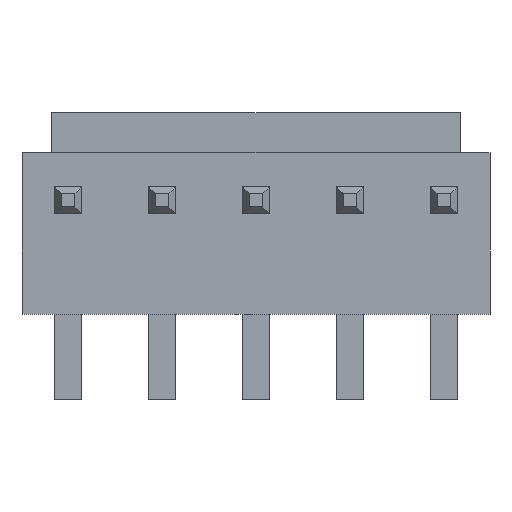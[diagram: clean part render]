
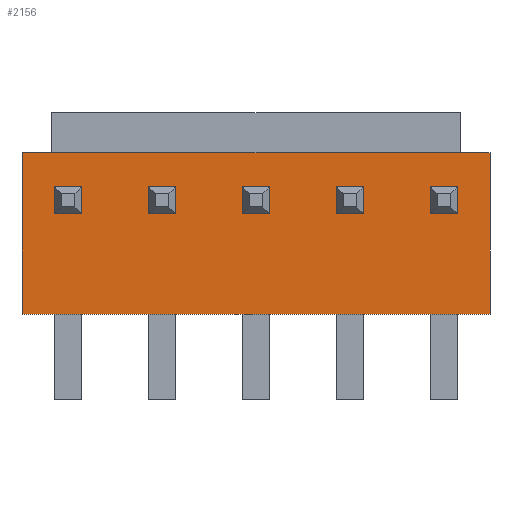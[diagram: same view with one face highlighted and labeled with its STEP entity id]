
A CAD part, front view. The second image highlights one B-rep face of the part: STEP entity #2156.
In plain terms, the highlighted planar face has unit normal (0, -1, 0).
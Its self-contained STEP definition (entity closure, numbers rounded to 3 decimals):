
#18=CARTESIAN_POINT('',(-8.49,-7.2,5.37));
#19=VERTEX_POINT('',#18);
#34=CARTESIAN_POINT('',(-7.35,-7.2,5.37));
#35=VERTEX_POINT('',#34);
#42=CARTESIAN_POINT('',(-7.92,-7.2,5.37));
#43=DIRECTION('',(-1.0,0.0,0.));
#44=VECTOR('',#43,1.0);
#45=LINE('',#42,#44);
#46=EDGE_CURVE('n� 2912',#35,#19,#45,.T.);
#58=CARTESIAN_POINT('',(-4.53,-7.2,5.37));
#59=VERTEX_POINT('',#58);
#74=CARTESIAN_POINT('',(-3.39,-7.2,5.37));
#75=VERTEX_POINT('',#74);
#82=CARTESIAN_POINT('',(-3.96,-7.2,5.37));
#83=DIRECTION('',(-1.0,0.0,0.));
#84=VECTOR('',#83,1.0);
#85=LINE('',#82,#84);
#86=EDGE_CURVE('n� 2891',#75,#59,#85,.T.);
#98=CARTESIAN_POINT('',(-0.57,-7.2,5.37));
#99=VERTEX_POINT('',#98);
#114=CARTESIAN_POINT('',(0.57,-7.2,5.37));
#115=VERTEX_POINT('',#114);
#122=CARTESIAN_POINT('',(0.0,-7.2,5.37));
#123=DIRECTION('',(-1.0,0.0,0.));
#124=VECTOR('',#123,1.0);
#125=LINE('',#122,#124);
#126=EDGE_CURVE('n� 2870',#115,#99,#125,.T.);
#138=CARTESIAN_POINT('',(3.39,-7.2,5.37));
#139=VERTEX_POINT('',#138);
#154=CARTESIAN_POINT('',(4.53,-7.2,5.37));
#155=VERTEX_POINT('',#154);
#162=CARTESIAN_POINT('',(3.96,-7.2,5.37));
#163=DIRECTION('',(-1.0,0.0,0.));
#164=VECTOR('',#163,1.0);
#165=LINE('',#162,#164);
#166=EDGE_CURVE('n� 2849',#155,#139,#165,.T.);
#178=CARTESIAN_POINT('',(7.35,-7.2,5.37));
#179=VERTEX_POINT('',#178);
#194=CARTESIAN_POINT('',(8.49,-7.2,5.37));
#195=VERTEX_POINT('',#194);
#202=CARTESIAN_POINT('',(7.92,-7.2,5.37));
#203=DIRECTION('',(-1.0,0.0,0.));
#204=VECTOR('',#203,1.0);
#205=LINE('',#202,#204);
#206=EDGE_CURVE('n� 2828',#195,#179,#205,.T.);
#258=CARTESIAN_POINT('',(-8.49,-7.2,4.23));
#259=VERTEX_POINT('',#258);
#273=CARTESIAN_POINT('',(-8.49,-7.2,4.8));
#274=DIRECTION('',(0.0,0.0,-1.0));
#275=VECTOR('',#274,1.0);
#276=LINE('',#273,#275);
#277=EDGE_CURVE('n� 2786',#19,#259,#276,.T.);
#296=CARTESIAN_POINT('',(-7.35,-7.2,4.23));
#297=VERTEX_POINT('',#296);
#304=CARTESIAN_POINT('',(-7.35,-7.2,4.8));
#305=DIRECTION('',(0.,-0.0,1.0));
#306=VECTOR('',#305,1.0);
#307=LINE('',#304,#306);
#308=EDGE_CURVE('n� 2765',#297,#35,#307,.T.);
#360=CARTESIAN_POINT('',(-4.53,-7.2,4.23));
#361=VERTEX_POINT('',#360);
#375=CARTESIAN_POINT('',(-4.53,-7.2,4.8));
#376=DIRECTION('',(0.0,0.0,-1.0));
#377=VECTOR('',#376,1.0);
#378=LINE('',#375,#377);
#379=EDGE_CURVE('n� 2723',#59,#361,#378,.T.);
#398=CARTESIAN_POINT('',(-3.39,-7.2,4.23));
#399=VERTEX_POINT('',#398);
#406=CARTESIAN_POINT('',(-3.39,-7.2,4.8));
#407=DIRECTION('',(0.,-0.0,1.0));
#408=VECTOR('',#407,1.0);
#409=LINE('',#406,#408);
#410=EDGE_CURVE('n� 2702',#399,#75,#409,.T.);
#462=CARTESIAN_POINT('',(-0.57,-7.2,4.23));
#463=VERTEX_POINT('',#462);
#477=CARTESIAN_POINT('',(-0.57,-7.2,4.8));
#478=DIRECTION('',(0.0,0.0,-1.0));
#479=VECTOR('',#478,1.0);
#480=LINE('',#477,#479);
#481=EDGE_CURVE('n� 2660',#99,#463,#480,.T.);
#500=CARTESIAN_POINT('',(0.57,-7.2,4.23));
#501=VERTEX_POINT('',#500);
#508=CARTESIAN_POINT('',(0.57,-7.2,4.8));
#509=DIRECTION('',(0.,-0.0,1.0));
#510=VECTOR('',#509,1.0);
#511=LINE('',#508,#510);
#512=EDGE_CURVE('n� 2639',#501,#115,#511,.T.);
#564=CARTESIAN_POINT('',(3.39,-7.2,4.23));
#565=VERTEX_POINT('',#564);
#579=CARTESIAN_POINT('',(3.39,-7.2,4.8));
#580=DIRECTION('',(0.0,0.0,-1.0));
#581=VECTOR('',#580,1.0);
#582=LINE('',#579,#581);
#583=EDGE_CURVE('n� 2597',#139,#565,#582,.T.);
#602=CARTESIAN_POINT('',(4.53,-7.2,4.23));
#603=VERTEX_POINT('',#602);
#610=CARTESIAN_POINT('',(4.53,-7.2,4.8));
#611=DIRECTION('',(0.,-0.0,1.0));
#612=VECTOR('',#611,1.0);
#613=LINE('',#610,#612);
#614=EDGE_CURVE('n� 2576',#603,#155,#613,.T.);
#666=CARTESIAN_POINT('',(7.35,-7.2,4.23));
#667=VERTEX_POINT('',#666);
#681=CARTESIAN_POINT('',(7.35,-7.2,4.8));
#682=DIRECTION('',(0.0,0.0,-1.0));
#683=VECTOR('',#682,1.0);
#684=LINE('',#681,#683);
#685=EDGE_CURVE('n� 2534',#179,#667,#684,.T.);
#704=CARTESIAN_POINT('',(8.49,-7.2,4.23));
#705=VERTEX_POINT('',#704);
#712=CARTESIAN_POINT('',(8.49,-7.2,4.8));
#713=DIRECTION('',(0.,-0.0,1.0));
#714=VECTOR('',#713,1.0);
#715=LINE('',#712,#714);
#716=EDGE_CURVE('n� 2513',#705,#195,#715,.T.);
#797=CARTESIAN_POINT('',(8.62,-7.2,6.8));
#798=VERTEX_POINT('',#797);
#806=CARTESIAN_POINT('',(-8.62,-7.2,6.8));
#807=VERTEX_POINT('',#806);
#814=CARTESIAN_POINT('',(0.0,-7.2,6.8));
#815=DIRECTION('',(-1.0,0.0,0.0));
#816=VECTOR('',#815,1.0);
#817=LINE('',#814,#816);
#818=EDGE_CURVE('n� 998',#798,#807,#817,.T.);
#836=CARTESIAN_POINT('',(0.0,-7.2,4.23));
#837=DIRECTION('',(-1.0,0.0,0.0));
#838=VECTOR('',#837,1.0);
#839=LINE('',#836,#838);
#840=EDGE_CURVE('n� 991',#297,#259,#839,.T.);
#858=CARTESIAN_POINT('',(0.0,-7.2,4.23));
#859=DIRECTION('',(-1.0,0.0,0.0));
#860=VECTOR('',#859,1.0);
#861=LINE('',#858,#860);
#862=EDGE_CURVE('n� 987',#399,#361,#861,.T.);
#880=CARTESIAN_POINT('',(0.0,-7.2,4.23));
#881=DIRECTION('',(-1.0,0.0,0.0));
#882=VECTOR('',#881,1.0);
#883=LINE('',#880,#882);
#884=EDGE_CURVE('n� 983',#501,#463,#883,.T.);
#902=CARTESIAN_POINT('',(0.0,-7.2,4.23));
#903=DIRECTION('',(-1.0,0.0,0.0));
#904=VECTOR('',#903,1.0);
#905=LINE('',#902,#904);
#906=EDGE_CURVE('n� 979',#603,#565,#905,.T.);
#924=CARTESIAN_POINT('',(0.0,-7.2,4.23));
#925=DIRECTION('',(-1.0,0.0,0.0));
#926=VECTOR('',#925,1.0);
#927=LINE('',#924,#926);
#928=EDGE_CURVE('n� 975',#705,#667,#927,.T.);
#1935=CARTESIAN_POINT('',(-9.87,-7.2,6.8));
#1936=VERTEX_POINT('',#1935);
#1943=CARTESIAN_POINT('',(0.0,-7.2,6.8));
#1944=DIRECTION('',(-1.0,0.,-0.0));
#1945=VECTOR('',#1944,1.0);
#1946=LINE('',#1943,#1945);
#1947=EDGE_CURVE('n� 997',#807,#1936,#1946,.T.);
#2065=CARTESIAN_POINT('',(9.87,-7.2,6.8));
#2066=VERTEX_POINT('',#2065);
#2080=CARTESIAN_POINT('',(0.0,-7.2,6.8));
#2081=DIRECTION('',(-1.0,0.,0.0));
#2082=VECTOR('',#2081,1.0);
#2083=LINE('',#2080,#2082);
#2084=EDGE_CURVE('n� 999',#2066,#798,#2083,.T.);
#2094=ORIENTED_EDGE('',*,*,#716,.F.);
#2095=ORIENTED_EDGE('',*,*,#928,.T.);
#2096=ORIENTED_EDGE('',*,*,#685,.F.);
#2097=ORIENTED_EDGE('',*,*,#206,.F.);
#2098=EDGE_LOOP('',(#2094,#2095,#2096,#2097));
#2099=FACE_OUTER_BOUND('',#2098,.T.);
#2100=ORIENTED_EDGE('',*,*,#614,.F.);
#2101=ORIENTED_EDGE('',*,*,#906,.T.);
#2102=ORIENTED_EDGE('',*,*,#583,.F.);
#2103=ORIENTED_EDGE('',*,*,#166,.F.);
#2104=EDGE_LOOP('',(#2100,#2101,#2102,#2103));
#2105=FACE_BOUND('',#2104,.T.);
#2106=ORIENTED_EDGE('',*,*,#512,.F.);
#2107=ORIENTED_EDGE('',*,*,#884,.T.);
#2108=ORIENTED_EDGE('',*,*,#481,.F.);
#2109=ORIENTED_EDGE('',*,*,#126,.F.);
#2110=EDGE_LOOP('',(#2106,#2107,#2108,#2109));
#2111=FACE_BOUND('',#2110,.T.);
#2112=ORIENTED_EDGE('',*,*,#410,.F.);
#2113=ORIENTED_EDGE('',*,*,#862,.T.);
#2114=ORIENTED_EDGE('',*,*,#379,.F.);
#2115=ORIENTED_EDGE('',*,*,#86,.F.);
#2116=EDGE_LOOP('',(#2112,#2113,#2114,#2115));
#2117=FACE_BOUND('',#2116,.T.);
#2118=ORIENTED_EDGE('',*,*,#308,.F.);
#2119=ORIENTED_EDGE('',*,*,#840,.T.);
#2120=ORIENTED_EDGE('',*,*,#277,.F.);
#2121=ORIENTED_EDGE('',*,*,#46,.F.);
#2122=EDGE_LOOP('',(#2118,#2119,#2120,#2121));
#2123=FACE_BOUND('',#2122,.T.);
#2124=CARTESIAN_POINT('',(-9.87,-7.2,-0.0));
#2125=VERTEX_POINT('',#2124);
#2126=CARTESIAN_POINT('',(-9.87,-7.2,3.4));
#2127=DIRECTION('',(0.0,0.0,-1.0));
#2128=VECTOR('',#2127,1.0);
#2129=LINE('',#2126,#2128);
#2130=EDGE_CURVE('n� 422',#1936,#2125,#2129,.T.);
#2131=ORIENTED_EDGE('',*,*,#2130,.T.);
#2132=CARTESIAN_POINT('',(9.87,-7.2,-0.0));
#2133=VERTEX_POINT('',#2132);
#2134=CARTESIAN_POINT('',(0.0,-7.2,-0.0));
#2135=DIRECTION('',(-1.0,0.0,0.0));
#2136=VECTOR('',#2135,1.0);
#2137=LINE('',#2134,#2136);
#2138=EDGE_CURVE('n� 358',#2133,#2125,#2137,.T.);
#2139=ORIENTED_EDGE('',*,*,#2138,.F.);
#2140=CARTESIAN_POINT('',(9.87,-7.2,3.4));
#2141=DIRECTION('',(0.0,0.0,-1.0));
#2142=VECTOR('',#2141,1.0);
#2143=LINE('',#2140,#2142);
#2144=EDGE_CURVE('n� 379',#2066,#2133,#2143,.T.);
#2145=ORIENTED_EDGE('',*,*,#2144,.F.);
#2146=ORIENTED_EDGE('',*,*,#2084,.T.);
#2147=ORIENTED_EDGE('',*,*,#818,.T.);
#2148=ORIENTED_EDGE('',*,*,#1947,.T.);
#2149=EDGE_LOOP('',(#2131,#2139,#2145,#2146,#2147,#2148));
#2150=FACE_BOUND('',#2149,.T.);
#2151=CARTESIAN_POINT('',(-9.87,-7.2,6.8));
#2152=DIRECTION('',(0.0,-1.0,-0.0));
#2153=DIRECTION('',(0.0,0.0,-1.0));
#2154=AXIS2_PLACEMENT_3D('',#2151,#2152,#2153);
#2155=PLANE('',#2154);
#2156=ADVANCED_FACE('n� 967',(#2099,#2105,#2111,#2117,#2123,#2150),#2155,.T.);
